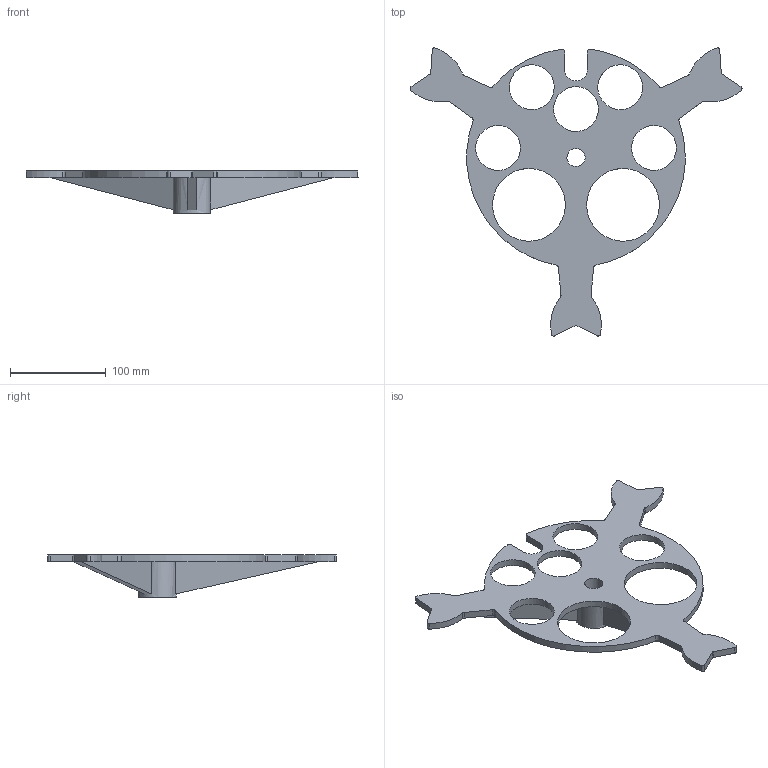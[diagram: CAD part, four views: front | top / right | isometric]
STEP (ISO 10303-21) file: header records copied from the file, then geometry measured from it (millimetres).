
FILE_DESCRIPTION(('FreeCAD Model'),'2;1');
FILE_NAME('Open CASCADE Shape Model','2025-05-03T22:41:11',('FreeCAD'),( 'FreeCAD'),'Open CASCADE STEP processor 7.6','FreeCAD','Unknown');
FILE_SCHEMA(('AUTOMOTIVE_DESIGN { 1 0 10303 214 1 1 1 1 }'));
Length unit declared in the file: millimetre
Products named in the file (1): Open CASCADE STEP translator 7.6 1
Bounding box: 346.64 x 300.83 x 43.91 mm (x, y, z)
Volume: 320208.3 mm3; surface area: 100562.4 mm2
Topology: 1 solids, 1 shells, 70 faces, 199 edges, 132 vertices
Faces by surface type: bspline 70
Entity records: 2297 total; most frequent: CARTESIAN_POINT 1173, ORIENTED_EDGE 398, EDGE_CURVE 199, VERTEX_POINT 132, B_SPLINE_CURVE_WITH_KNOTS 107, FACE_BOUND 87, EDGE_LOOP 87, ADVANCED_FACE 70
